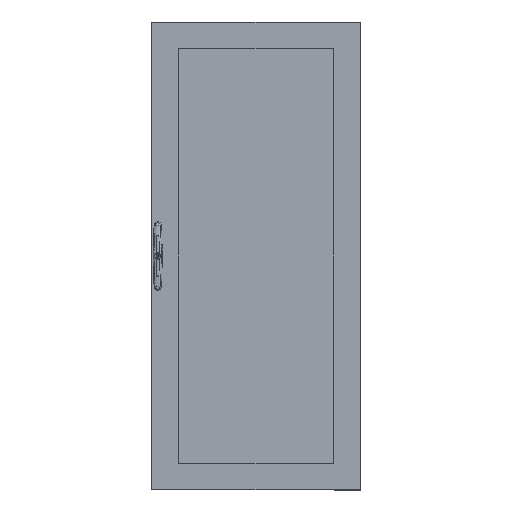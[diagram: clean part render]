
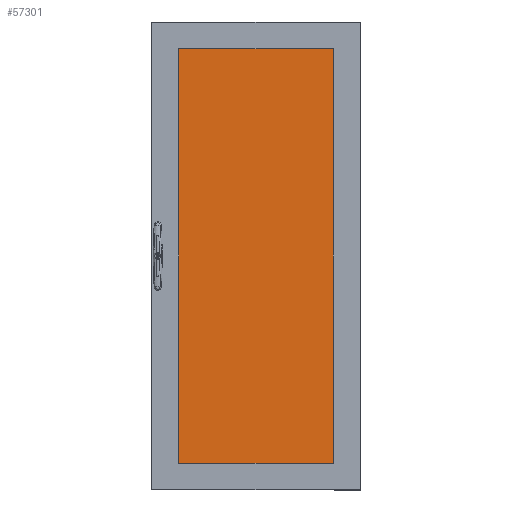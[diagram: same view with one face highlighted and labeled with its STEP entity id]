
A CAD part, front view. The second image highlights one B-rep face of the part: STEP entity #57301.
In plain terms, the highlighted planar face has unit normal (0, -1, 0).
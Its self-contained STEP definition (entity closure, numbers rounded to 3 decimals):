
#292 = VECTOR ( 'NONE', #18631, 39.37 ) ;
#7818 = LINE ( 'NONE', #129299, #47232 ) ;
#8996 = VERTEX_POINT ( 'NONE', #93390 ) ;
#9906 = DIRECTION ( 'NONE',  ( 0., 1., 0. ) ) ;
#10248 = CARTESIAN_POINT ( 'NONE',  ( -12.5, 0., 31.752 ) ) ;
#11337 = CARTESIAN_POINT ( 'NONE',  ( -12.5, 0., -31.752 ) ) ;
#15091 = ORIENTED_EDGE ( 'NONE', *, *, #92960, .F. ) ;
#18614 = PLANE ( 'NONE',  #28831 ) ;
#18631 = DIRECTION ( 'NONE',  ( 1., 0., 0. ) ) ;
#19946 = CARTESIAN_POINT ( 'NONE',  ( 0., 0., 31.752 ) ) ;
#22563 = LINE ( 'NONE', #104677, #46837 ) ;
#28010 = LINE ( 'NONE', #19946, #292 ) ;
#28831 = AXIS2_PLACEMENT_3D ( 'NONE', #111400, #9906, #101338 ) ;
#39802 = DIRECTION ( 'NONE',  ( 0., 0., 1. ) ) ;
#41920 = FACE_OUTER_BOUND ( 'NONE', #80394, .T. ) ;
#46837 = VECTOR ( 'NONE', #114026, 39.37 ) ;
#47232 = VECTOR ( 'NONE', #48499, 39.37 ) ;
#48499 = DIRECTION ( 'NONE',  ( -1., 0., 0. ) ) ;
#57301 = ADVANCED_FACE ( 'NONE', ( #41920 ), #18614, .F. ) ;
#69167 = EDGE_CURVE ( 'NONE', #106839, #8996, #22563, .T. ) ;
#69261 = VERTEX_POINT ( 'NONE', #10248 ) ;
#80394 = EDGE_LOOP ( 'NONE', ( #15091, #98289, #96579, #131311 ) ) ;
#89908 = CARTESIAN_POINT ( 'NONE',  ( -12.5, 0., 0. ) ) ;
#92399 = EDGE_CURVE ( 'NONE', #69261, #106839, #28010, .T. ) ;
#92878 = EDGE_CURVE ( 'NONE', #108945, #69261, #121256, .T. ) ;
#92960 = EDGE_CURVE ( 'NONE', #8996, #108945, #7818, .T. ) ;
#93390 = CARTESIAN_POINT ( 'NONE',  ( 12.5, 0., -31.752 ) ) ;
#96579 = ORIENTED_EDGE ( 'NONE', *, *, #92399, .F. ) ;
#98289 = ORIENTED_EDGE ( 'NONE', *, *, #69167, .F. ) ;
#101338 = DIRECTION ( 'NONE',  ( 0., 0., 1. ) ) ;
#102696 = VECTOR ( 'NONE', #39802, 39.37 ) ;
#104677 = CARTESIAN_POINT ( 'NONE',  ( 12.5, 0., 0. ) ) ;
#106839 = VERTEX_POINT ( 'NONE', #115250 ) ;
#108945 = VERTEX_POINT ( 'NONE', #11337 ) ;
#111400 = CARTESIAN_POINT ( 'NONE',  ( 0., 0., 0. ) ) ;
#114026 = DIRECTION ( 'NONE',  ( 0., 0., -1. ) ) ;
#115250 = CARTESIAN_POINT ( 'NONE',  ( 12.5, 0., 31.752 ) ) ;
#121256 = LINE ( 'NONE', #89908, #102696 ) ;
#129299 = CARTESIAN_POINT ( 'NONE',  ( 0., 0., -31.752 ) ) ;
#131311 = ORIENTED_EDGE ( 'NONE', *, *, #92878, .F. ) ;
